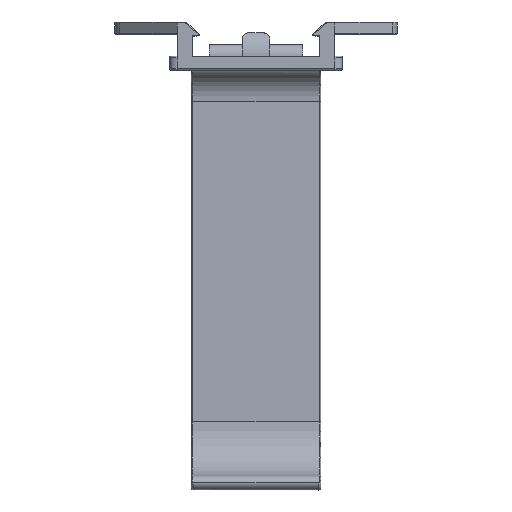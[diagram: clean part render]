
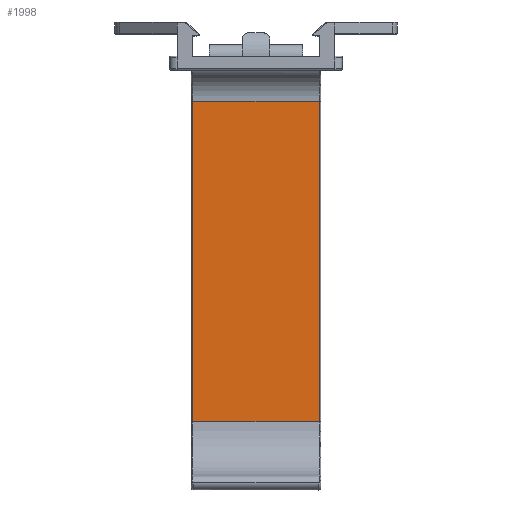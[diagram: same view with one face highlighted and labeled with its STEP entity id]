
A CAD part, front view. The second image highlights one B-rep face of the part: STEP entity #1998.
In plain terms, the highlighted planar face has unit normal (0, -1, 0).
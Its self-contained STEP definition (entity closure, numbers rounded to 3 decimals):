
#85 = VECTOR ( 'NONE', #1801, 1000. ) ;
#110 = LINE ( 'NONE', #1809, #85 ) ;
#330 = VECTOR ( 'NONE', #5941, 1000. ) ;
#332 = LINE ( 'NONE', #5942, #330 ) ;
#382 = VECTOR ( 'NONE', #6148, 1000. ) ;
#386 = LINE ( 'NONE', #6156, #382 ) ;
#460 = VECTOR ( 'NONE', #6351, 1000. ) ;
#470 = LINE ( 'NONE', #6366, #460 ) ;
#1017 = FACE_OUTER_BOUND ( 'NONE', #5213, .T. ) ;
#1028 = VERTEX_POINT ( 'NONE', #2973 ) ;
#1043 = VERTEX_POINT ( 'NONE', #2946 ) ;
#1052 = VERTEX_POINT ( 'NONE', #2922 ) ;
#1085 = VERTEX_POINT ( 'NONE', #3042 ) ;
#1801 = DIRECTION ( 'NONE',  ( -1., 0., 0. ) ) ;
#1809 = CARTESIAN_POINT ( 'NONE',  ( 13.7, 20.735, 12.8 ) ) ;
#1998 = ADVANCED_FACE ( 'NONE', ( #1017 ), #2933, .F. ) ;
#2922 = CARTESIAN_POINT ( 'NONE',  ( 8.1, 20.735, 12.8 ) ) ;
#2933 = PLANE ( 'NONE',  #8891 ) ;
#2946 = CARTESIAN_POINT ( 'NONE',  ( 8.1, 20.735, -28.302 ) ) ;
#2973 = CARTESIAN_POINT ( 'NONE',  ( -8.1, 20.735, 12.8 ) ) ;
#3032 = DIRECTION ( 'NONE',  ( 0., 1., 0. ) ) ;
#3042 = CARTESIAN_POINT ( 'NONE',  ( -8.1, 20.735, -28.302 ) ) ;
#3118 = DIRECTION ( 'NONE',  ( 0., 0., 1. ) ) ;
#3127 = CARTESIAN_POINT ( 'NONE',  ( 13.7, 20.735, 12.8 ) ) ;
#5213 = EDGE_LOOP ( 'NONE', ( #5575, #5576, #5577, #5578 ) ) ;
#5575 = ORIENTED_EDGE ( 'NONE', *, *, #8386, .F. ) ;
#5576 = ORIENTED_EDGE ( 'NONE', *, *, #8329, .T. ) ;
#5577 = ORIENTED_EDGE ( 'NONE', *, *, #8595, .T. ) ;
#5578 = ORIENTED_EDGE ( 'NONE', *, *, #8432, .T. ) ;
#5941 = DIRECTION ( 'NONE',  ( 0., 0., -1. ) ) ;
#5942 = CARTESIAN_POINT ( 'NONE',  ( -8.1, 20.735, -28.302 ) ) ;
#6148 = DIRECTION ( 'NONE',  ( -1., 0., 0. ) ) ;
#6156 = CARTESIAN_POINT ( 'NONE',  ( 13.7, 20.735, -28.302 ) ) ;
#6351 = DIRECTION ( 'NONE',  ( 0., 0., 1. ) ) ;
#6366 = CARTESIAN_POINT ( 'NONE',  ( 8.1, 20.735, 12.8 ) ) ;
#8329 = EDGE_CURVE ( 'NONE', #1043, #1052, #470, .T. ) ;
#8386 = EDGE_CURVE ( 'NONE', #1043, #1085, #386, .T. ) ;
#8432 = EDGE_CURVE ( 'NONE', #1028, #1085, #332, .T. ) ;
#8595 = EDGE_CURVE ( 'NONE', #1052, #1028, #110, .T. ) ;
#8891 = AXIS2_PLACEMENT_3D ( 'NONE', #3127, #3032, #3118 ) ;
